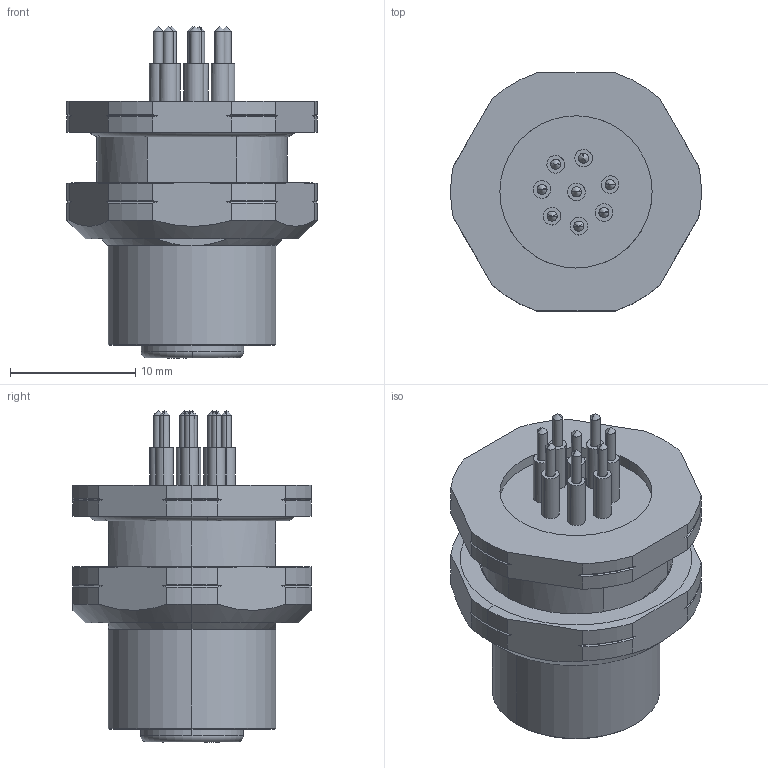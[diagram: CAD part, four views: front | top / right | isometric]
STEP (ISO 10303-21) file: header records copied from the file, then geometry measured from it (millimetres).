
FILE_DESCRIPTION(('CATIA V5R24 STEP','CAx-IF Rec.Pracs.--- Model Styling and Organization---1.2---2011-12-15'),'2;1');
FILE_NAME ('D1461779_0_2422040000_2422040000.stp','2017-04-21T08:00:00+00:00',('none'),('Weidmueller'),'CATIA Version 5-6 Release 2014 SP4 HF52','CATIA V5 STEP AP214','none');
FILE_SCHEMA(('AUTOMOTIVE_DESIGN { 1 0 10303 214 1 1 1 1 }'));
Length unit declared in the file: millimetre
Products named in the file (1): v5-standard_part
Bounding box: 20 x 19 x 26.5 mm (x, y, z)
Volume: 3544.1 mm3; surface area: 3013.6 mm2
Topology: 1 solids, 2 shells, 609 faces, 1707 edges, 1158 vertices
Faces by surface type: cylinder 221, plane 205, bspline 70, cone 67, torus 44, sphere 2
Entity records: 22892 total; most frequent: CARTESIAN_POINT 8024, ORIENTED_EDGE 3382, DIRECTION 2107, EDGE_CURVE 1691, VERTEX_POINT 1158, AXIS2_PLACEMENT_3D 937, EDGE_LOOP 685, B_SPLINE_CURVE_WITH_KNOTS 658
